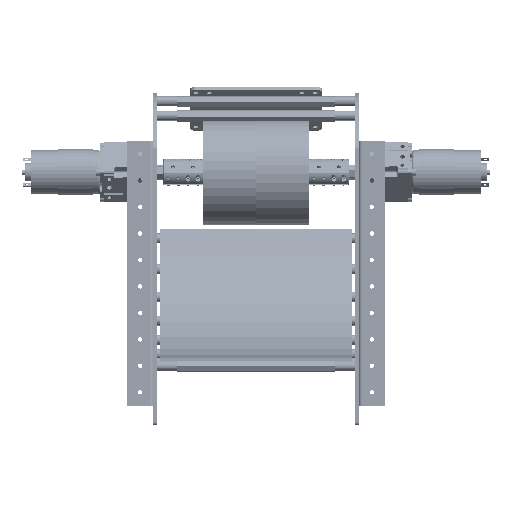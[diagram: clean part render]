
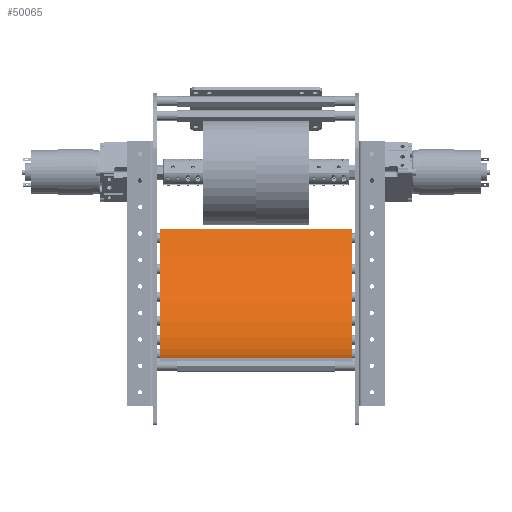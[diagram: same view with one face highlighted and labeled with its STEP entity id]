
A CAD part, front view. The second image highlights one B-rep face of the part: STEP entity #50065.
In plain terms, the highlighted cylindrical face has radius 177.8 mm (diameter 355.6 mm), a partial arc.
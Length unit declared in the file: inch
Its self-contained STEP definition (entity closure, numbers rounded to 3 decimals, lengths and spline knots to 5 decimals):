
#2792 = DIRECTION ( 'NONE',  ( -1., 0., 0. ) ) ;
#3109 = CIRCLE ( 'NONE', #130678, 7. ) ;
#10323 = LINE ( 'NONE', #173129, #148786 ) ;
#12052 = LINE ( 'NONE', #33198, #43502 ) ;
#16637 = ORIENTED_EDGE ( 'NONE', *, *, #182093, .T. ) ;
#20411 = CARTESIAN_POINT ( 'NONE',  ( 3.625, 0., 0. ) ) ;
#33198 = CARTESIAN_POINT ( 'NONE',  ( 3.625, 0., -7. ) ) ;
#34980 = ORIENTED_EDGE ( 'NONE', *, *, #106587, .T. ) ;
#35497 = FACE_OUTER_BOUND ( 'NONE', #119969, .T. ) ;
#43502 = VECTOR ( 'NONE', #49436, 39.37008 ) ;
#47092 = CARTESIAN_POINT ( 'NONE',  ( 3.625, 6.6574, -2.16312 ) ) ;
#49436 = DIRECTION ( 'NONE',  ( -1., 0., 0. ) ) ;
#50065 = ADVANCED_FACE ( 'NONE', ( #35497 ), #108378, .F. ) ;
#57478 = ORIENTED_EDGE ( 'NONE', *, *, #129503, .F. ) ;
#69934 = DIRECTION ( 'NONE',  ( -1., 0., 0. ) ) ;
#70956 = CARTESIAN_POINT ( 'NONE',  ( -3.625, 0., 0. ) ) ;
#72604 = AXIS2_PLACEMENT_3D ( 'NONE', #128088, #132802, #178311 ) ;
#82277 = CARTESIAN_POINT ( 'NONE',  ( 3.625, 0., -7. ) ) ;
#84660 = VERTEX_POINT ( 'NONE', #197091 ) ;
#84856 = DIRECTION ( 'NONE',  ( 0., 0., -1. ) ) ;
#106587 = EDGE_CURVE ( 'NONE', #186393, #84660, #3109, .T. ) ;
#108378 = CYLINDRICAL_SURFACE ( 'NONE', #72604, 7. ) ;
#109284 = ORIENTED_EDGE ( 'NONE', *, *, #182573, .F. ) ;
#119969 = EDGE_LOOP ( 'NONE', ( #34980, #57478, #109284, #16637 ) ) ;
#128088 = CARTESIAN_POINT ( 'NONE',  ( 3.625, 0., 0. ) ) ;
#129503 = EDGE_CURVE ( 'NONE', #150620, #84660, #12052, .T. ) ;
#130678 = AXIS2_PLACEMENT_3D ( 'NONE', #70956, #199169, #152390 ) ;
#131527 = CARTESIAN_POINT ( 'NONE',  ( -3.625, 6.6574, -2.16312 ) ) ;
#132802 = DIRECTION ( 'NONE',  ( -1., 0., 0. ) ) ;
#147212 = VERTEX_POINT ( 'NONE', #47092 ) ;
#148478 = AXIS2_PLACEMENT_3D ( 'NONE', #20411, #69934, #84856 ) ;
#148786 = VECTOR ( 'NONE', #2792, 39.37008 ) ;
#150620 = VERTEX_POINT ( 'NONE', #82277 ) ;
#152390 = DIRECTION ( 'NONE',  ( 0., 0., -1. ) ) ;
#158334 = CIRCLE ( 'NONE', #148478, 7. ) ;
#173129 = CARTESIAN_POINT ( 'NONE',  ( 3.625, 6.6574, -2.16312 ) ) ;
#178311 = DIRECTION ( 'NONE',  ( 0., 0., 1. ) ) ;
#182093 = EDGE_CURVE ( 'NONE', #147212, #186393, #10323, .T. ) ;
#182573 = EDGE_CURVE ( 'NONE', #147212, #150620, #158334, .T. ) ;
#186393 = VERTEX_POINT ( 'NONE', #131527 ) ;
#197091 = CARTESIAN_POINT ( 'NONE',  ( -3.625, 0., -7. ) ) ;
#199169 = DIRECTION ( 'NONE',  ( -1., 0., 0. ) ) ;
